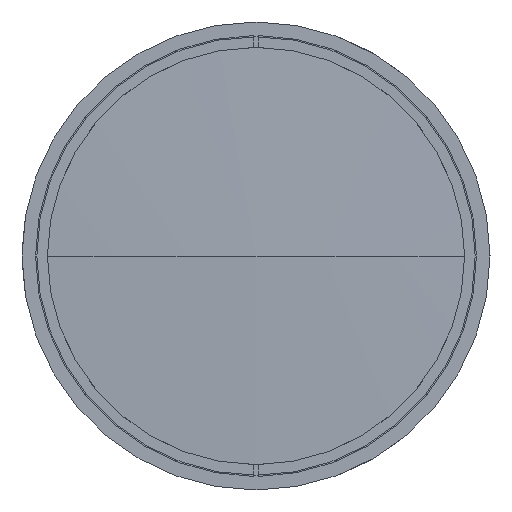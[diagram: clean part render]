
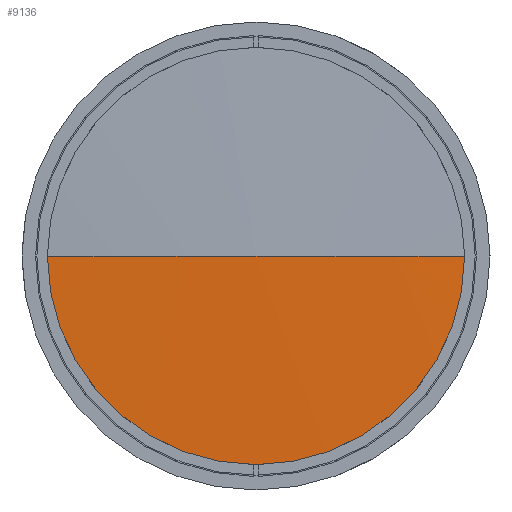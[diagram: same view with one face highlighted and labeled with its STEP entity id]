
A CAD part, left-side view. The second image highlights one B-rep face of the part: STEP entity #9136.
In plain terms, the highlighted spherical face has radius 1260.71 mm.
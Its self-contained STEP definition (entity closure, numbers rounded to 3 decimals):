
#3075 = CARTESIAN_POINT ( 'NONE',  ( 1.515, 0., -61.793 ) ) ;
#3180 = CIRCLE ( 'NONE', #10415, 1260.71 ) ;
#3753 = DIRECTION ( 'NONE',  ( 0., 0., 1. ) ) ;
#3832 = DIRECTION ( 'NONE',  ( 0., 1., 0. ) ) ;
#5533 = EDGE_LOOP ( 'NONE', ( #7892, #30843, #32418, #26516 ) ) ;
#7025 = VERTEX_POINT ( 'NONE', #38742 ) ;
#7892 = ORIENTED_EDGE ( 'NONE', *, *, #23490, .T. ) ;
#9136 = ADVANCED_FACE ( 'NONE', ( #17914 ), #42418, .T. ) ;
#10415 = AXIS2_PLACEMENT_3D ( 'NONE', #44403, #3753, #23749 ) ;
#11743 = CARTESIAN_POINT ( 'NONE',  ( 1.515, -61.793, 0. ) ) ;
#13798 = AXIS2_PLACEMENT_3D ( 'NONE', #34946, #31532, #3832 ) ;
#14493 = AXIS2_PLACEMENT_3D ( 'NONE', #17118, #20070, #27763 ) ;
#15246 = EDGE_CURVE ( 'NONE', #34915, #7025, #3180, .T. ) ;
#15278 = DIRECTION ( 'NONE',  ( -1., 0., 0. ) ) ;
#16220 = DIRECTION ( 'NONE',  ( 0., 1., 0. ) ) ;
#16821 = CIRCLE ( 'NONE', #28391, 61.793 ) ;
#17118 = CARTESIAN_POINT ( 'NONE',  ( 1.515, 0., 0. ) ) ;
#17363 = EDGE_CURVE ( 'NONE', #23203, #7025, #36783, .T. ) ;
#17914 = FACE_OUTER_BOUND ( 'NONE', #5533, .T. ) ;
#19401 = CARTESIAN_POINT ( 'NONE',  ( 1260.71, 0., 0. ) ) ;
#20070 = DIRECTION ( 'NONE',  ( -1., 0., 0. ) ) ;
#21616 = CARTESIAN_POINT ( 'NONE',  ( 1.515, 61.793, 0. ) ) ;
#23203 = VERTEX_POINT ( 'NONE', #11743 ) ;
#23490 = EDGE_CURVE ( 'NONE', #34915, #43474, #16821, .T. ) ;
#23749 = DIRECTION ( 'NONE',  ( 1., 0., 0. ) ) ;
#25867 = AXIS2_PLACEMENT_3D ( 'NONE', #19401, #29835, #16220 ) ;
#26516 = ORIENTED_EDGE ( 'NONE', *, *, #15246, .F. ) ;
#27763 = DIRECTION ( 'NONE',  ( 0., 0., 1. ) ) ;
#28391 = AXIS2_PLACEMENT_3D ( 'NONE', #39340, #15278, #41855 ) ;
#29835 = DIRECTION ( 'NONE',  ( 0., 0., -1. ) ) ;
#30843 = ORIENTED_EDGE ( 'NONE', *, *, #33413, .T. ) ;
#31532 = DIRECTION ( 'NONE',  ( 0., 0., -1. ) ) ;
#32418 = ORIENTED_EDGE ( 'NONE', *, *, #17363, .T. ) ;
#33413 = EDGE_CURVE ( 'NONE', #43474, #23203, #36256, .T. ) ;
#34915 = VERTEX_POINT ( 'NONE', #21616 ) ;
#34946 = CARTESIAN_POINT ( 'NONE',  ( 1260.71, 0., 0. ) ) ;
#36256 = CIRCLE ( 'NONE', #14493, 61.793 ) ;
#36783 = CIRCLE ( 'NONE', #25867, 1260.71 ) ;
#38742 = CARTESIAN_POINT ( 'NONE',  ( 0., 0., 0. ) ) ;
#39340 = CARTESIAN_POINT ( 'NONE',  ( 1.515, 0., 0. ) ) ;
#41855 = DIRECTION ( 'NONE',  ( 0., 0., 1. ) ) ;
#42418 = SPHERICAL_SURFACE ( 'NONE', #13798, 1260.71 ) ;
#43474 = VERTEX_POINT ( 'NONE', #3075 ) ;
#44403 = CARTESIAN_POINT ( 'NONE',  ( 1260.71, 0., 0. ) ) ;
